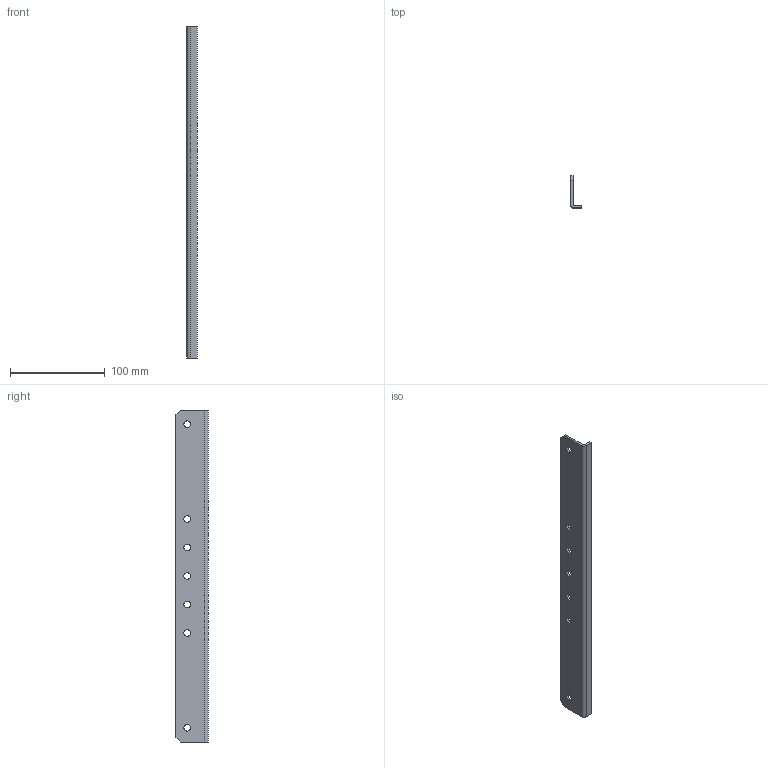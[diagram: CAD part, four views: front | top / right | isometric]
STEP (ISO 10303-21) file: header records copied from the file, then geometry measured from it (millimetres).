
FILE_DESCRIPTION (( 'STEP AP203' ), '1' );
FILE_NAME ('Âíåøíèé ñîåäèíèòåëü GTO LI 50_LG5200.STEP', '2012-12-18T07:21:53', ( 'Àñååâ' ), ( '' ), 'SwSTEP 2.0', 'SolidWorks 2012', '' );
FILE_SCHEMA (( 'CONFIG_CONTROL_DESIGN' ));
Length unit declared in the file: millimetre
Products named in the file (1): Âíåøíèé ñîåäèíèòåëü GTO LI 50_LG5200
Bounding box: 11 x 34 x 350 mm (x, y, z)
Volume: 35606.5 mm3; surface area: 30813.1 mm2
Topology: 1 solids, 1 shells, 19 faces, 51 edges, 34 vertices
Faces by surface type: plane 10, cylinder 9
Full cylindrical faces by diameter (mm): 7 x7
Entity records: 673 total; most frequent: DIRECTION 102, CARTESIAN_POINT 98, ORIENTED_EDGE 88, EDGE_CURVE 44, EDGE_LOOP 40, AXIS2_PLACEMENT_3D 38, VERTEX_POINT 34, LINE 26
